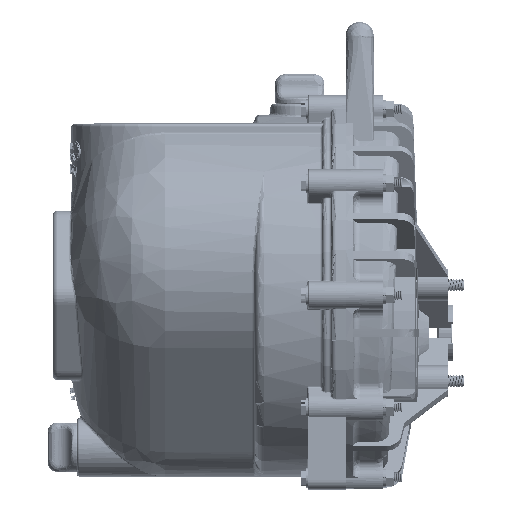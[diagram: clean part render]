
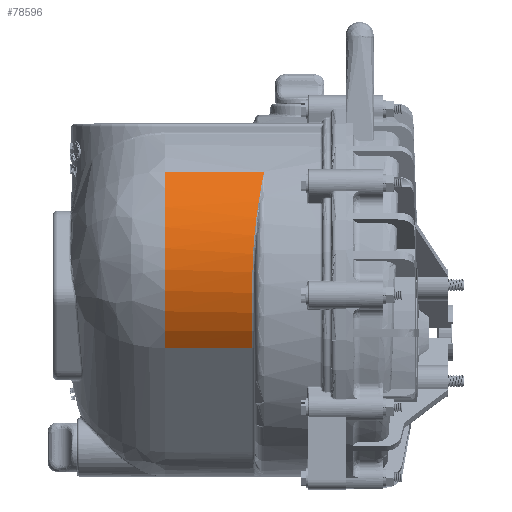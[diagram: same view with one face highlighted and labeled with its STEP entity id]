
A CAD part, top view. The second image highlights one B-rep face of the part: STEP entity #78596.
In plain terms, the highlighted cylindrical face has radius 90.424 mm (diameter 180.848 mm), a partial arc.
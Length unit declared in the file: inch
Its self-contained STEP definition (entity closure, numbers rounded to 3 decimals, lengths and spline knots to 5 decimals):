
#3747=CYLINDRICAL_SURFACE('',#85191,3.56);
#5914=CIRCLE('',#84448,3.56);
#5968=CIRCLE('',#84522,3.56);
#11601=FACE_OUTER_BOUND('',#16239,.T.);
#16239=EDGE_LOOP('',(#64604,#64605,#64606,#64607,#64608));
#20303=B_SPLINE_CURVE_WITH_KNOTS('',3,(#182509,#182510,#182511,#182512,
#182513,#182514,#182515,#182516,#182517,#182518,#182519,#182520,#182521,
#182522,#182523),.UNSPECIFIED.,.F.,.F.,(4,2,1,1,1,1,1,1,1,1,1,4),(-7.60079,
-7.59292,-6.83363,-6.07434,-5.31504,
-4.55575,-3.79646,-3.03717,-2.27788,
-1.51858,-0.75929,0.),.UNSPECIFIED.);
#23402=LINE('',#175729,#27914);
#24059=LINE('',#193758,#28571);
#27914=VECTOR('',#95278,0.3937);
#28571=VECTOR('',#98721,0.3937);
#34163=VERTEX_POINT('',#175726);
#34164=VERTEX_POINT('',#175728);
#34718=VERTEX_POINT('',#182000);
#34773=VERTEX_POINT('',#182409);
#34775=VERTEX_POINT('',#182415);
#43741=EDGE_CURVE('',#34163,#34164,#23402,.T.);
#44647=EDGE_CURVE('',#34718,#34163,#5914,.T.);
#44734=EDGE_CURVE('',#34775,#34773,#5968,.T.);
#44737=EDGE_CURVE('',#34164,#34775,#20303,.T.);
#45594=EDGE_CURVE('',#34718,#34773,#24059,.T.);
#64604=ORIENTED_EDGE('',*,*,#44737,.F.);
#64605=ORIENTED_EDGE('',*,*,#43741,.F.);
#64606=ORIENTED_EDGE('',*,*,#44647,.F.);
#64607=ORIENTED_EDGE('',*,*,#45594,.T.);
#64608=ORIENTED_EDGE('',*,*,#44734,.F.);
#78596=ADVANCED_FACE('',(#11601),#3747,.T.);
#84448=AXIS2_PLACEMENT_3D('',#182002,#96836,#96837);
#84522=AXIS2_PLACEMENT_3D('',#182417,#97009,#97010);
#85191=AXIS2_PLACEMENT_3D('',#193759,#98722,#98723);
#95278=DIRECTION('',(0.,0.,1.));
#96836=DIRECTION('center_axis',(0.,0.,-1.));
#96837=DIRECTION('ref_axis',(-1.,0.031,0.));
#97009=DIRECTION('center_axis',(0.,0.,1.));
#97010=DIRECTION('ref_axis',(-0.943,-0.333,0.));
#98721=DIRECTION('',(0.,0.,1.));
#98722=DIRECTION('center_axis',(0.,0.,1.));
#98723=DIRECTION('ref_axis',(-0.73,0.684,0.));
#175726=CARTESIAN_POINT('',(-3.51737,3.29553,-4.8));
#175728=CARTESIAN_POINT('',(-3.51737,3.29553,-2.17));
#175729=CARTESIAN_POINT('',(-3.51737,3.29553,-7.3));
#182000=CARTESIAN_POINT('',(-3.66151,-1.40894,-4.8));
#182002=CARTESIAN_POINT('Origin',(-0.91948,0.86149,-4.8));
#182409=CARTESIAN_POINT('',(-3.66151,-1.40894,-2.48));
#182415=CARTESIAN_POINT('',(-4.47032,0.60635,-2.48));
#182417=CARTESIAN_POINT('Origin',(-0.91948,0.86149,-2.48));
#182509=CARTESIAN_POINT('Ctrl Pts',(-3.51737,3.29553,
-2.17));
#182510=CARTESIAN_POINT('Ctrl Pts',(-3.51805,3.2948,-2.17015));
#182511=CARTESIAN_POINT('Ctrl Pts',(-3.51874,3.29407,-2.1703));
#182512=CARTESIAN_POINT('Ctrl Pts',(-3.58564,3.22254,-2.18511));
#182513=CARTESIAN_POINT('Ctrl Pts',(-3.71255,3.07527,
-2.21448));
#182514=CARTESIAN_POINT('Ctrl Pts',(-3.88465,2.8388,
-2.25795));
#182515=CARTESIAN_POINT('Ctrl Pts',(-4.03632,2.58984,
-2.29986));
#182516=CARTESIAN_POINT('Ctrl Pts',(-4.16741,2.32885,
-2.33969));
#182517=CARTESIAN_POINT('Ctrl Pts',(-4.27708,2.05675,
-2.37671));
#182518=CARTESIAN_POINT('Ctrl Pts',(-4.36373,1.77763,
-2.40978));
#182519=CARTESIAN_POINT('Ctrl Pts',(-4.42769,1.49011,
-2.43829));
#182520=CARTESIAN_POINT('Ctrl Pts',(-4.46779,1.19669,
-2.46092));
#182521=CARTESIAN_POINT('Ctrl Pts',(-4.48336,0.90085,
-2.47609));
#182522=CARTESIAN_POINT('Ctrl Pts',(-4.47735,0.7041,
-2.48));
#182523=CARTESIAN_POINT('Ctrl Pts',(-4.47032,0.60635,
-2.48));
#193758=CARTESIAN_POINT('',(-3.66151,-1.40894,-7.3));
#193759=CARTESIAN_POINT('Origin',(-0.91948,0.86149,-7.3));
